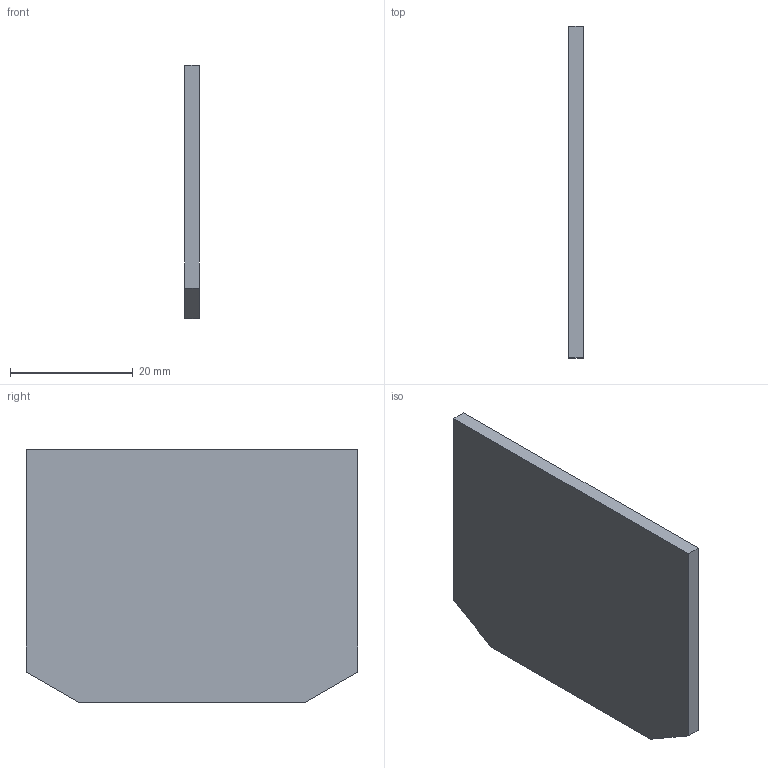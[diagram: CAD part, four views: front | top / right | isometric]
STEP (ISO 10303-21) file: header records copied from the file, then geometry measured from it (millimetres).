
FILE_DESCRIPTION(('Creo Elements/Direct Modeling STEP Export'),'2;1');
FILE_NAME('model.stp','2018-01-02T 6:03:59',(''),(''),'Creo Elements/Direct Modeling STEP processor for AP214 (Solid Model)','Creo Elements/Direct Modeling 18.1I 14-Aug-2016 (C) Parametric Technology GmbH','');
FILE_SCHEMA(('AUTOMOTIVE_DESIGN { 1 0 10303 214 1 1 1 1 }'));
Length unit declared in the file: millimetre
Products named in the file (2): D_UVK_4-select
Assembly tree (1 placements, depth 2):
  D_UVK_4-select
    D_UVK_4-select
Bounding box: 2.3 x 54 x 41.3 mm (x, y, z)
Volume: 5029.9 mm3; surface area: 4795.3 mm2
Topology: 1 solids, 1 shells, 8 faces, 18 edges, 12 vertices
Faces by surface type: plane 8
Entity records: 331 total; most frequent: CARTESIAN_POINT 40, DIRECTION 38, ORIENTED_EDGE 36, VECTOR 18, LINE 18, EDGE_CURVE 18, VERTEX_POINT 12, AXIS2_PLACEMENT_3D 10
